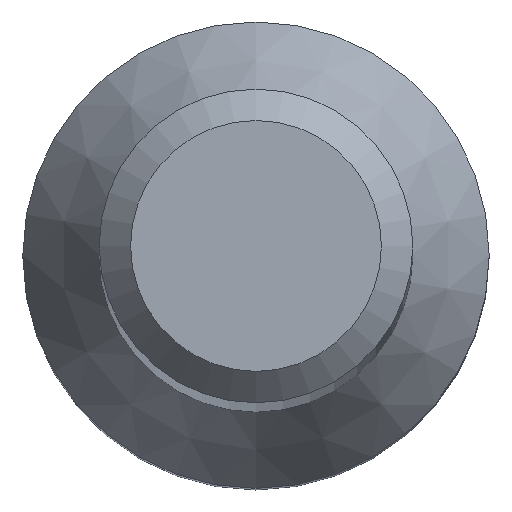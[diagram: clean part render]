
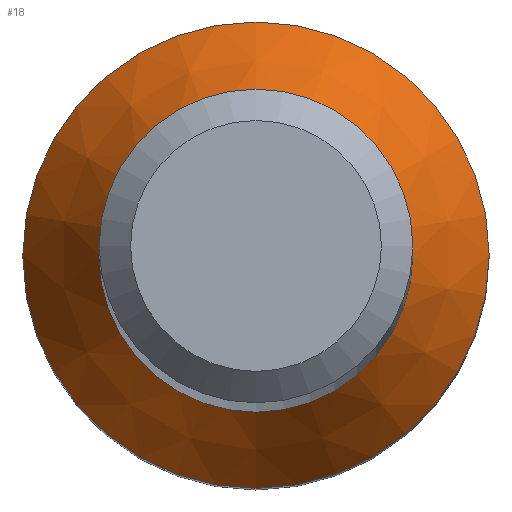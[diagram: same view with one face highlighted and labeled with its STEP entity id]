
A CAD part, top view. The second image highlights one B-rep face of the part: STEP entity #18.
In plain terms, the highlighted conical face has half-angle 30 degrees and reference radius 2.974 mm.
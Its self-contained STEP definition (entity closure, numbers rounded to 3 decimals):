
#14 = CONICAL_SURFACE ( 'NONE', #120, 2.974, 0.524 ) ;
#18 = ADVANCED_FACE ( 'NONE', ( #157, #191 ), #14, .T. ) ;
#20 = ORIENTED_EDGE ( 'NONE', *, *, #112, .F. ) ;
#60 = CIRCLE ( 'NONE', #202, 2. ) ;
#66 = DIRECTION ( 'NONE',  ( 0., 1., 0. ) ) ;
#87 = AXIS2_PLACEMENT_3D ( 'NONE', #176, #156, #66 ) ;
#91 = ORIENTED_EDGE ( 'NONE', *, *, #194, .T. ) ;
#93 = VERTEX_POINT ( 'NONE', #114 ) ;
#95 = DIRECTION ( 'NONE',  ( 0., 1., 0. ) ) ;
#101 = CIRCLE ( 'NONE', #87, 2.974 ) ;
#112 = EDGE_CURVE ( 'NONE', #93, #93, #101, .T. ) ;
#114 = CARTESIAN_POINT ( 'NONE',  ( 0., 2.974, 12.305 ) ) ;
#115 = DIRECTION ( 'NONE',  ( 0., 0., -1. ) ) ;
#120 = AXIS2_PLACEMENT_3D ( 'NONE', #215, #115, #170 ) ;
#150 = DIRECTION ( 'NONE',  ( 0., 0., -1. ) ) ;
#156 = DIRECTION ( 'NONE',  ( 0., 0., -1. ) ) ;
#157 = FACE_BOUND ( 'NONE', #220, .T. ) ;
#166 = CARTESIAN_POINT ( 'NONE',  ( 0., 0., 13.992 ) ) ;
#170 = DIRECTION ( 'NONE',  ( 0., 1., 0. ) ) ;
#176 = CARTESIAN_POINT ( 'NONE',  ( 0., 0., 12.305 ) ) ;
#191 = FACE_OUTER_BOUND ( 'NONE', #195, .T. ) ;
#194 = EDGE_CURVE ( 'NONE', #234, #234, #60, .T. ) ;
#195 = EDGE_LOOP ( 'NONE', ( #20 ) ) ;
#202 = AXIS2_PLACEMENT_3D ( 'NONE', #166, #150, #95 ) ;
#215 = CARTESIAN_POINT ( 'NONE',  ( 0., 0., 12.305 ) ) ;
#218 = CARTESIAN_POINT ( 'NONE',  ( 0., 2., 13.992 ) ) ;
#220 = EDGE_LOOP ( 'NONE', ( #91 ) ) ;
#234 = VERTEX_POINT ( 'NONE', #218 ) ;
